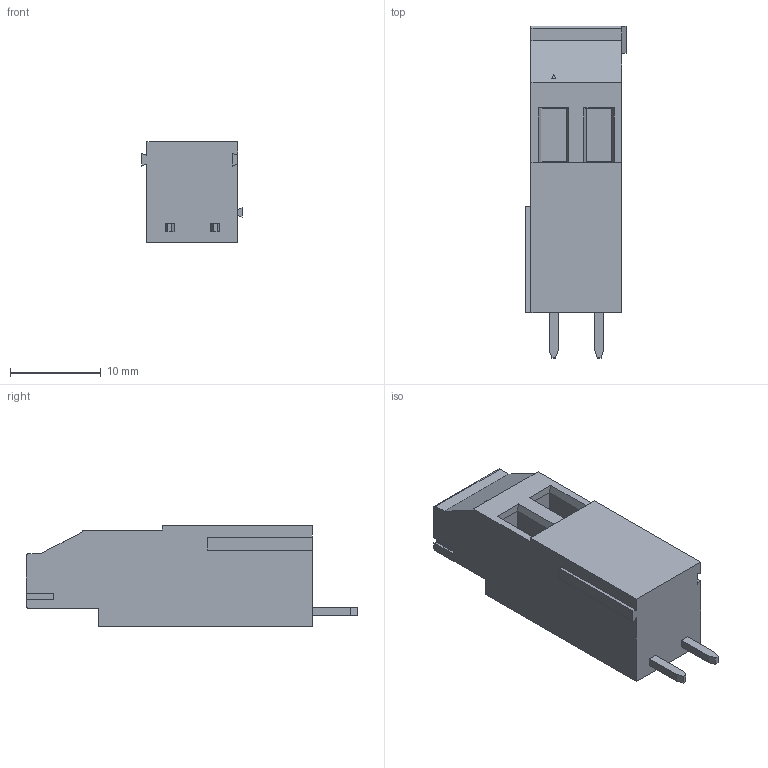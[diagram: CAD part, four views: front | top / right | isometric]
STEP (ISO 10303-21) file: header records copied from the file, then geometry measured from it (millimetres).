
FILE_DESCRIPTION (( 'STEP AP214' ), '1' );
FILE_NAME ('DG130H-5.0-02P-14-00AH.STEP', '2021-01-13T21:28:45', ( '' ), ( '' ), 'SwSTEP 2.0', 'SolidWorks 2020', '' );
FILE_SCHEMA (( 'AUTOMOTIVE_DESIGN' ));
Length unit declared in the file: millimetre
Products named in the file (1): DG130H-5.0-02P-14-00AH
Bounding box: 11 x 36.5 x 11.1 mm (x, y, z)
Volume: 2848.2 mm3; surface area: 1937.5 mm2
Topology: 1 solids, 1 shells, 403 faces, 1076 edges, 710 vertices
Faces by surface type: plane 220, bspline 159, cylinder 14, torus 10
Entity records: 23855 total; most frequent: CARTESIAN_POINT 11341, ORIENTED_EDGE 2152, DIRECTION 1304, EDGE_CURVE 1076, VERTEX_POINT 710, VECTOR 694, LINE 694, EDGE_LOOP 438
